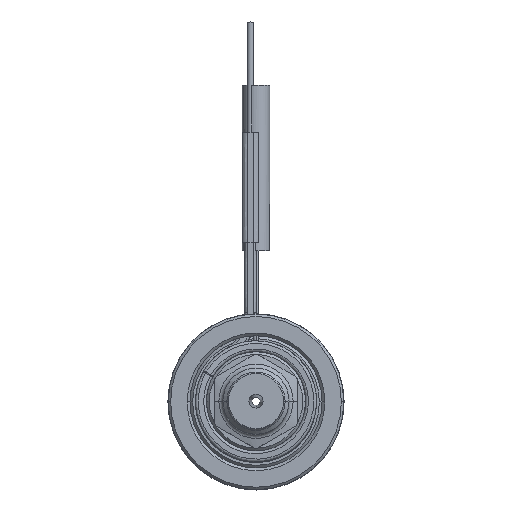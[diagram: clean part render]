
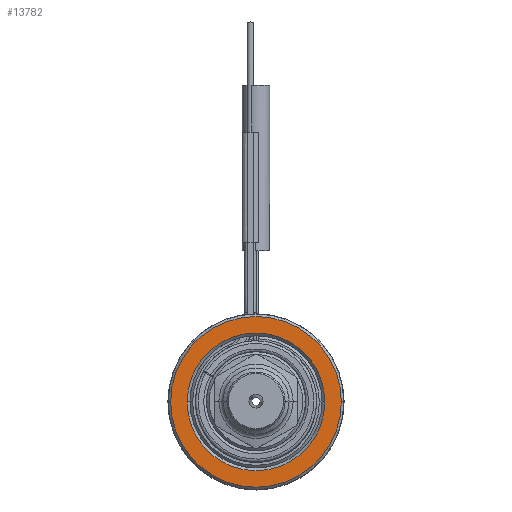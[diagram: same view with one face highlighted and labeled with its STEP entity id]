
A CAD part, top view. The second image highlights one B-rep face of the part: STEP entity #13782.
In plain terms, the highlighted planar face has unit normal (0, 0, 1).
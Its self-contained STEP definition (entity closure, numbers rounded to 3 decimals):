
#4516=CARTESIAN_POINT('',(0.,0.,25.));
#4517=DIRECTION('',(0.,0.,-1.));
#4518=DIRECTION('',(-1.,0.,0.));
#4519=AXIS2_PLACEMENT_3D('',#4516,#4517,#4518);
#4530=CARTESIAN_POINT('',(0.,0.,
25.));
#4531=DIRECTION('',(0.,0.,-1.));
#4532=DIRECTION('',(1.,0.,0.));
#4533=AXIS2_PLACEMENT_3D('',#4530,#4531,#4532);
#4544=CARTESIAN_POINT('',(0.,0.,25.));
#4545=DIRECTION('',(0.,0.,-1.));
#4546=DIRECTION('',(1.,0.,0.));
#4547=AXIS2_PLACEMENT_3D('',#4544,#4545,#4546);
#4558=CARTESIAN_POINT('',(0.,0.,25.));
#4559=DIRECTION('',(0.,0.,-1.));
#4560=DIRECTION('',(-1.,0.,0.));
#4561=AXIS2_PLACEMENT_3D('',#4558,#4559,#4560);
#5946=CARTESIAN_POINT('',(15.5,0.,25.));
#5947=CARTESIAN_POINT('',(-15.5,0.,25.));
#5948=VERTEX_POINT('',#5946);
#5949=VERTEX_POINT('',#5947);
#5950=CARTESIAN_POINT('',(12.5,0.,25.));
#5951=CARTESIAN_POINT('',(-12.5,0.,25.));
#5952=VERTEX_POINT('',#5950);
#5953=VERTEX_POINT('',#5951);
#13767=CARTESIAN_POINT('',(0.,0.,25.));
#13768=DIRECTION('',(0.,0.,1.));
#13769=DIRECTION('',(-1.,0.,0.));
#13770=AXIS2_PLACEMENT_3D('',#13767,#13768,#13769);
#13771=PLANE('',#13770);
#13772=ORIENTED_EDGE('',*,*,#13749,.T.);
#13773=ORIENTED_EDGE('',*,*,#13734,.T.);
#13774=EDGE_LOOP('',(#13772,#13773));
#13775=FACE_OUTER_BOUND('',#13774,.F.);
#13777=ORIENTED_EDGE('',*,*,#13776,.F.);
#13779=ORIENTED_EDGE('',*,*,#13778,.F.);
#13780=EDGE_LOOP('',(#13777,#13779));
#13781=FACE_BOUND('',#13780,.F.);
#4520=CIRCLE('',#4519,15.5);
#4534=CIRCLE('',#4533,15.5);
#4548=CIRCLE('',#4547,12.5);
#4562=CIRCLE('',#4561,12.5);
#13734=EDGE_CURVE('',#5949,#5948,#4520,.T.);
#13749=EDGE_CURVE('',#5948,#5949,#4534,.T.);
#13776=EDGE_CURVE('',#5952,#5953,#4548,.T.);
#13778=EDGE_CURVE('',#5953,#5952,#4562,.T.);
#13782=ADVANCED_FACE('',(#13775,#13781),#13771,.T.);
